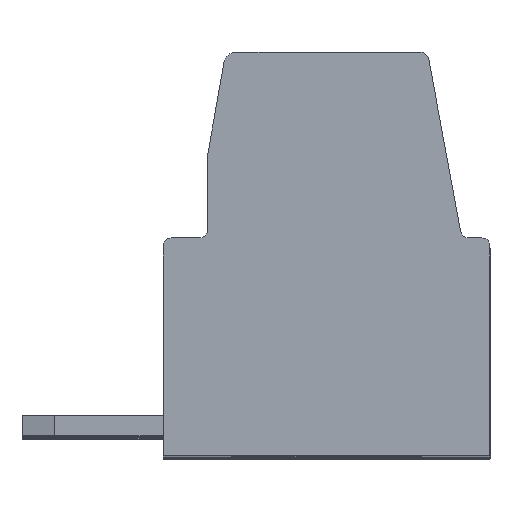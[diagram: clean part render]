
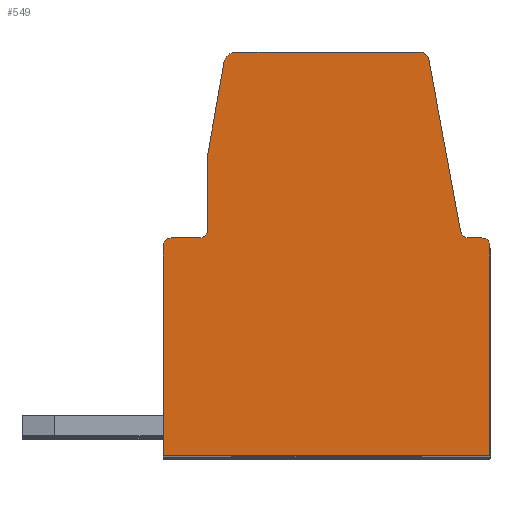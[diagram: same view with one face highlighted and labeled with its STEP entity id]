
A CAD part, top view. The second image highlights one B-rep face of the part: STEP entity #549.
In plain terms, the highlighted planar face has unit normal (0, 0, 1).
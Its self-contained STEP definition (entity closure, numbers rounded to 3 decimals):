
#549 = ADVANCED_FACE( '', ( #1096 ), #1097, .F. );
#1096 = FACE_OUTER_BOUND( '', #1670, .T. );
#1097 = PLANE( '', #1671 );
#1670 = EDGE_LOOP( '', ( #3031, #3032, #3033, #3034, #3035, #3036, #3037, #3038, #3039, #3040, #3041, #3042, #3043, #3044, #3045 ) );
#1671 = AXIS2_PLACEMENT_3D( '', #3046, #3047, #3048 );
#3031 = ORIENTED_EDGE( '', *, *, #4203, .T. );
#3032 = ORIENTED_EDGE( '', *, *, #3784, .T. );
#3033 = ORIENTED_EDGE( '', *, *, #3724, .F. );
#3034 = ORIENTED_EDGE( '', *, *, #3773, .T. );
#3035 = ORIENTED_EDGE( '', *, *, #4068, .T. );
#3036 = ORIENTED_EDGE( '', *, *, #3835, .T. );
#3037 = ORIENTED_EDGE( '', *, *, #3954, .T. );
#3038 = ORIENTED_EDGE( '', *, *, #4094, .T. );
#3039 = ORIENTED_EDGE( '', *, *, #4204, .F. );
#3040 = ORIENTED_EDGE( '', *, *, #4122, .T. );
#3041 = ORIENTED_EDGE( '', *, *, #4004, .F. );
#3042 = ORIENTED_EDGE( '', *, *, #4205, .T. );
#3043 = ORIENTED_EDGE( '', *, *, #4206, .T. );
#3044 = ORIENTED_EDGE( '', *, *, #4207, .T. );
#3045 = ORIENTED_EDGE( '', *, *, #3908, .F. );
#3046 = CARTESIAN_POINT( '', ( 1.014, -4.4, 0. ) );
#3047 = DIRECTION( '', ( 0., 0., -1. ) );
#3048 = DIRECTION( '', ( 0., 1., 0. ) );
#3724 = EDGE_CURVE( '', #4505, #4507, #4508, .T. );
#3773 = EDGE_CURVE( '', #4505, #4587, #4589, .T. );
#3784 = EDGE_CURVE( '', #4606, #4507, #4607, .T. );
#3835 = EDGE_CURVE( '', #4693, #4694, #4695, .T. );
#3908 = EDGE_CURVE( '', #4811, #4813, #4814, .T. );
#3954 = EDGE_CURVE( '', #4694, #4886, #4888, .T. );
#4004 = EDGE_CURVE( '', #4958, #4960, #4961, .T. );
#4068 = EDGE_CURVE( '', #4587, #4693, #5050, .T. );
#4094 = EDGE_CURVE( '', #4886, #5083, #5085, .T. );
#4122 = EDGE_CURVE( '', #5122, #4960, #5123, .T. );
#4203 = EDGE_CURVE( '', #4811, #4606, #5228, .T. );
#4204 = EDGE_CURVE( '', #5122, #5083, #5229, .T. );
#4205 = EDGE_CURVE( '', #4958, #5230, #5231, .T. );
#4206 = EDGE_CURVE( '', #5230, #5232, #5233, .T. );
#4207 = EDGE_CURVE( '', #5232, #4813, #5234, .T. );
#4505 = VERTEX_POINT( '', #5618 );
#4507 = VERTEX_POINT( '', #5621 );
#4508 = CIRCLE( '', #5622, 0.2 );
#4587 = VERTEX_POINT( '', #5735 );
#4589 = LINE( '', #5738, #5739 );
#4606 = VERTEX_POINT( '', #5761 );
#4607 = LINE( '', #5762, #5763 );
#4693 = VERTEX_POINT( '', #5888 );
#4694 = VERTEX_POINT( '', #5889 );
#4695 = LINE( '', #5890, #5891 );
#4811 = VERTEX_POINT( '', #6056 );
#4813 = VERTEX_POINT( '', #6059 );
#4814 = CIRCLE( '', #6060, 0.3 );
#4886 = VERTEX_POINT( '', #6166 );
#4888 = LINE( '', #6169, #6170 );
#4958 = VERTEX_POINT( '', #6274 );
#4960 = VERTEX_POINT( '', #6277 );
#4961 = CIRCLE( '', #6278, 0.2 );
#5050 = CIRCLE( '', #6411, 0.2 );
#5083 = VERTEX_POINT( '', #6455 );
#5085 = LINE( '', #6458, #6459 );
#5122 = VERTEX_POINT( '', #6510 );
#5123 = LINE( '', #6511, #6512 );
#5228 = LINE( '', #6664, #6665 );
#5229 = CIRCLE( '', #6666, 0.2 );
#5230 = VERTEX_POINT( '', #6667 );
#5231 = LINE( '', #6668, #6669 );
#5232 = VERTEX_POINT( '', #6670 );
#5233 = CIRCLE( '', #6671, 0.2 );
#5234 = LINE( '', #6672, #6673 );
#5618 = CARTESIAN_POINT( '', ( -6.996, 5.4, 0. ) );
#5621 = CARTESIAN_POINT( '', ( -6.796, 5.6, 0. ) );
#5622 = AXIS2_PLACEMENT_3D( '', #6962, #6963, #6964 );
#5735 = CARTESIAN_POINT( '', ( -7.696, 5.4, 0. ) );
#5738 = CARTESIAN_POINT( '', ( -16.21, 5.4, 0. ) );
#5739 = VECTOR( '', #7006, 1000. );
#5761 = CARTESIAN_POINT( '', ( -6.796, 7.448, 0. ) );
#5762 = CARTESIAN_POINT( '', ( -6.796, -18.438, 0. ) );
#5763 = VECTOR( '', #7018, 1000. );
#5888 = CARTESIAN_POINT( '', ( -7.896, 5.2, 0. ) );
#5889 = CARTESIAN_POINT( '', ( -7.896, 0., 0. ) );
#5890 = CARTESIAN_POINT( '', ( -7.896, -18.438, 0. ) );
#5891 = VECTOR( '', #7076, 1000. );
#6056 = CARTESIAN_POINT( '', ( -6.39, 9.752, 0. ) );
#6059 = CARTESIAN_POINT( '', ( -6.094, 10., 0. ) );
#6060 = AXIS2_PLACEMENT_3D( '', #7157, #7158, #7159 );
#6166 = CARTESIAN_POINT( '', ( 0.204, 0., 0. ) );
#6169 = CARTESIAN_POINT( '', ( -16.21, 0., 0. ) );
#6170 = VECTOR( '', #7213, 1000. );
#6274 = CARTESIAN_POINT( '', ( -0.524, 5.564, 0. ) );
#6277 = CARTESIAN_POINT( '', ( -0.327, 5.4, 0. ) );
#6278 = AXIS2_PLACEMENT_3D( '', #7252, #7253, #7254 );
#6411 = AXIS2_PLACEMENT_3D( '', #7299, #7300, #7301 );
#6455 = CARTESIAN_POINT( '', ( 0.204, 5.2, 0. ) );
#6458 = CARTESIAN_POINT( '', ( 0.204, -18.438, 0. ) );
#6459 = VECTOR( '', #7329, 1000. );
#6510 = CARTESIAN_POINT( '', ( 0.004, 5.4, 0. ) );
#6511 = CARTESIAN_POINT( '', ( -16.21, 5.4, 0. ) );
#6512 = VECTOR( '', #7353, 1000. );
#6664 = CARTESIAN_POINT( '', ( -11.36, -18.438, 0. ) );
#6665 = VECTOR( '', #7416, 1000. );
#6666 = AXIS2_PLACEMENT_3D( '', #7417, #7418, #7419 );
#6667 = CARTESIAN_POINT( '', ( -1.316, 9.836, 0. ) );
#6668 = CARTESIAN_POINT( '', ( 3.925, -18.438, 0. ) );
#6669 = VECTOR( '', #7420, 1000. );
#6670 = CARTESIAN_POINT( '', ( -1.512, 10., 0. ) );
#6671 = AXIS2_PLACEMENT_3D( '', #7421, #7422, #7423 );
#6672 = CARTESIAN_POINT( '', ( -16.21, 10., 0. ) );
#6673 = VECTOR( '', #7424, 1000. );
#6962 = CARTESIAN_POINT( '', ( -6.996, 5.6, 0. ) );
#6963 = DIRECTION( '', ( 0., 0., 1. ) );
#6964 = DIRECTION( '', ( 1., 0., 0. ) );
#7006 = DIRECTION( '', ( -1., 0., 0. ) );
#7018 = DIRECTION( '', ( 0., -1., 0. ) );
#7076 = DIRECTION( '', ( 0., -1., 0. ) );
#7157 = CARTESIAN_POINT( '', ( -6.094, 9.7, 0. ) );
#7158 = DIRECTION( '', ( 0., 0., -1. ) );
#7159 = DIRECTION( '', ( -1., 0., 0. ) );
#7213 = DIRECTION( '', ( 1., 0., 0. ) );
#7252 = CARTESIAN_POINT( '', ( -0.327, 5.6, 0. ) );
#7253 = DIRECTION( '', ( 0., 0., 1. ) );
#7254 = DIRECTION( '', ( 1., 0., 0. ) );
#7299 = CARTESIAN_POINT( '', ( -7.696, 5.2, 0. ) );
#7300 = DIRECTION( '', ( 0., 0., 1. ) );
#7301 = DIRECTION( '', ( 1., 0., 0. ) );
#7329 = DIRECTION( '', ( 0., 1., 0. ) );
#7353 = DIRECTION( '', ( -1., 0., 0. ) );
#7416 = DIRECTION( '', ( -0.174, -0.985, 0. ) );
#7417 = CARTESIAN_POINT( '', ( 0.004, 5.2, 0. ) );
#7418 = DIRECTION( '', ( 0., 0., -1. ) );
#7419 = DIRECTION( '', ( -1., 0., 0. ) );
#7420 = DIRECTION( '', ( -0.182, 0.983, 0. ) );
#7421 = CARTESIAN_POINT( '', ( -1.512, 9.8, 0. ) );
#7422 = DIRECTION( '', ( 0., 0., 1. ) );
#7423 = DIRECTION( '', ( 1., 0., 0. ) );
#7424 = DIRECTION( '', ( -1., 0., 0. ) );
